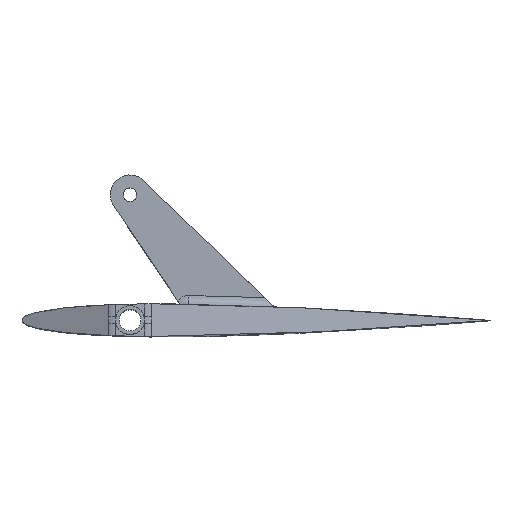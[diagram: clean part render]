
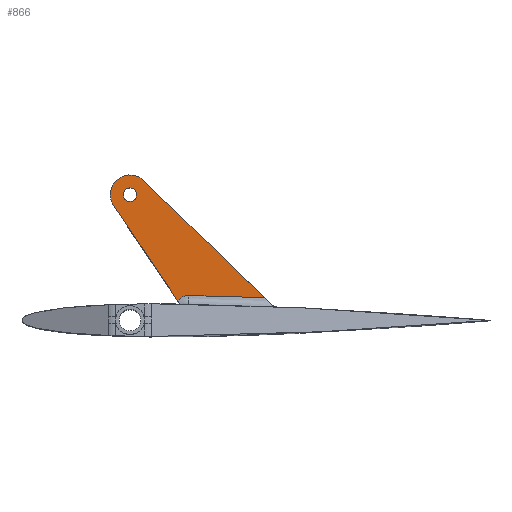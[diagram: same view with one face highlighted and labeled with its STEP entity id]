
A CAD part, top view. The second image highlights one B-rep face of the part: STEP entity #866.
In plain terms, the highlighted planar face has unit normal (0, 0, 1).
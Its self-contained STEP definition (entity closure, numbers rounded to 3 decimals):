
#36 = CIRCLE ( 'NONE', #1277, 0.75 ) ;
#82 = EDGE_CURVE ( 'NONE', #887, #1013, #1223, .T. ) ;
#99 = DIRECTION ( 'NONE',  ( -1., 0., 0. ) ) ;
#107 = AXIS2_PLACEMENT_3D ( 'NONE', #842, #1116, #1598 ) ;
#150 = VERTEX_POINT ( 'NONE', #697 ) ;
#251 = LINE ( 'NONE', #841, #743 ) ;
#282 = ORIENTED_EDGE ( 'NONE', *, *, #82, .T. ) ;
#294 = CARTESIAN_POINT ( 'NONE',  ( 11.25, 14., 2. ) ) ;
#336 = ORIENTED_EDGE ( 'NONE', *, *, #940, .T. ) ;
#337 = CARTESIAN_POINT ( 'NONE',  ( 10.177, 12.769, 2. ) ) ;
#359 = AXIS2_PLACEMENT_3D ( 'NONE', #754, #1203, #1211 ) ;
#369 = EDGE_CURVE ( 'NONE', #407, #1787, #1782, .T. ) ;
#399 = VERTEX_POINT ( 'NONE', #294 ) ;
#407 = VERTEX_POINT ( 'NONE', #739 ) ;
#415 = CARTESIAN_POINT ( 'NONE',  ( 21.34, 2.762, 2. ) ) ;
#467 = CARTESIAN_POINT ( 'NONE',  ( 12., 14., 2. ) ) ;
#472 = DIRECTION ( 'NONE',  ( 0., 0., -1. ) ) ;
#486 = DIRECTION ( 'NONE',  ( 0., 0., -1. ) ) ;
#490 = FACE_BOUND ( 'NONE', #1262, .T. ) ;
#510 = CARTESIAN_POINT ( 'NONE',  ( 17.32, 2.192, 2. ) ) ;
#529 = ORIENTED_EDGE ( 'NONE', *, *, #369, .F. ) ;
#610 = ORIENTED_EDGE ( 'NONE', *, *, #1205, .F. ) ;
#658 = B_SPLINE_CURVE_WITH_KNOTS ( 'NONE', 3,
 ( #1352, #415, #1055, #741 ),
 .UNSPECIFIED., .F., .F.,
 ( 4, 4 ),
 ( 0., 0.008 ),
 .UNSPECIFIED. ) ;
#674 = AXIS2_PLACEMENT_3D ( 'NONE', #1860, #472, #1790 ) ;
#697 = CARTESIAN_POINT ( 'NONE',  ( 26.925, 2.569, 2. ) ) ;
#722 = EDGE_CURVE ( 'NONE', #887, #1591, #1943, .T. ) ;
#739 = CARTESIAN_POINT ( 'NONE',  ( 9.8, 14., 2. ) ) ;
#741 = CARTESIAN_POINT ( 'NONE',  ( 26.925, 2.569, 2. ) ) ;
#743 = VECTOR ( 'NONE', #1004, 1000. ) ;
#754 = CARTESIAN_POINT ( 'NONE',  ( 29.5, 1.459, 2. ) ) ;
#755 = AXIS2_PLACEMENT_3D ( 'NONE', #1373, #486, #1088 ) ;
#787 = DIRECTION ( 'NONE',  ( -0.56, 0.829, 0. ) ) ;
#799 = VERTEX_POINT ( 'NONE', #1091 ) ;
#841 = CARTESIAN_POINT ( 'NONE',  ( 28., 1.524, 2. ) ) ;
#842 = CARTESIAN_POINT ( 'NONE',  ( 18.526, 1.3, 2. ) ) ;
#859 = VECTOR ( 'NONE', #787, 1000. ) ;
#866 = ADVANCED_FACE ( 'NONE', ( #490, #1101 ), #958, .F. ) ;
#887 = VERTEX_POINT ( 'NONE', #510 ) ;
#940 = EDGE_CURVE ( 'NONE', #799, #399, #36, .T. ) ;
#947 = EDGE_LOOP ( 'NONE', ( #978, #282, #1747, #1359, #529, #610 ) ) ;
#958 = PLANE ( 'NONE',  #359 ) ;
#978 = ORIENTED_EDGE ( 'NONE', *, *, #722, .F. ) ;
#1004 = DIRECTION ( 'NONE',  ( -0.717, 0.697, 0. ) ) ;
#1013 = VERTEX_POINT ( 'NONE', #1527 ) ;
#1019 = CARTESIAN_POINT ( 'NONE',  ( 20., -1.776, 2. ) ) ;
#1055 = CARTESIAN_POINT ( 'NONE',  ( 24.133, 2.679, 2. ) ) ;
#1088 = DIRECTION ( 'NONE',  ( -1., 0., 0. ) ) ;
#1091 = CARTESIAN_POINT ( 'NONE',  ( 12.75, 14., 2. ) ) ;
#1092 = EDGE_CURVE ( 'NONE', #1013, #150, #658, .T. ) ;
#1101 = FACE_OUTER_BOUND ( 'NONE', #947, .T. ) ;
#1116 = DIRECTION ( 'NONE',  ( 0., 0., -1. ) ) ;
#1161 = DIRECTION ( 'NONE',  ( 0., 0., -1. ) ) ;
#1203 = DIRECTION ( 'NONE',  ( 0., 0., -1. ) ) ;
#1205 = EDGE_CURVE ( 'NONE', #1591, #407, #1726, .T. ) ;
#1211 = DIRECTION ( 'NONE',  ( -1., 0., 0. ) ) ;
#1223 = CIRCLE ( 'NONE', #107, 1.5 ) ;
#1257 = CARTESIAN_POINT ( 'NONE',  ( 12., 14., 2. ) ) ;
#1262 = EDGE_LOOP ( 'NONE', ( #1803, #336 ) ) ;
#1277 = AXIS2_PLACEMENT_3D ( 'NONE', #1257, #1617, #99 ) ;
#1278 = EDGE_CURVE ( 'NONE', #150, #1787, #251, .T. ) ;
#1352 = CARTESIAN_POINT ( 'NONE',  ( 18.546, 2.799, 2. ) ) ;
#1359 = ORIENTED_EDGE ( 'NONE', *, *, #1278, .T. ) ;
#1373 = CARTESIAN_POINT ( 'NONE',  ( 12., 14., 2. ) ) ;
#1508 = EDGE_CURVE ( 'NONE', #399, #799, #1964, .T. ) ;
#1527 = CARTESIAN_POINT ( 'NONE',  ( 18.546, 2.799, 2. ) ) ;
#1591 = VERTEX_POINT ( 'NONE', #337 ) ;
#1598 = DIRECTION ( 'NONE',  ( -1., 0., 0. ) ) ;
#1617 = DIRECTION ( 'NONE',  ( 0., 0., -1. ) ) ;
#1726 = CIRCLE ( 'NONE', #1986, 2.2 ) ;
#1747 = ORIENTED_EDGE ( 'NONE', *, *, #1092, .T. ) ;
#1782 = CIRCLE ( 'NONE', #755, 2.2 ) ;
#1787 = VERTEX_POINT ( 'NONE', #1997 ) ;
#1790 = DIRECTION ( 'NONE',  ( -1., 0., 0. ) ) ;
#1803 = ORIENTED_EDGE ( 'NONE', *, *, #1508, .T. ) ;
#1860 = CARTESIAN_POINT ( 'NONE',  ( 12., 14., 2. ) ) ;
#1912 = DIRECTION ( 'NONE',  ( -1., 0., 0. ) ) ;
#1943 = LINE ( 'NONE', #1019, #859 ) ;
#1964 = CIRCLE ( 'NONE', #674, 0.75 ) ;
#1986 = AXIS2_PLACEMENT_3D ( 'NONE', #467, #1161, #1912 ) ;
#1997 = CARTESIAN_POINT ( 'NONE',  ( 13.533, 15.578, 2. ) ) ;
